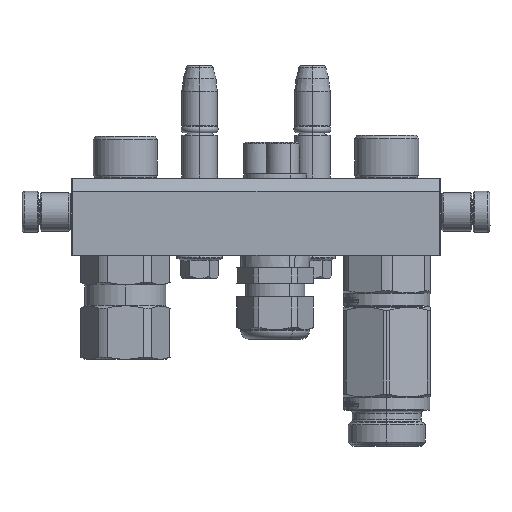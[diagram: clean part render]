
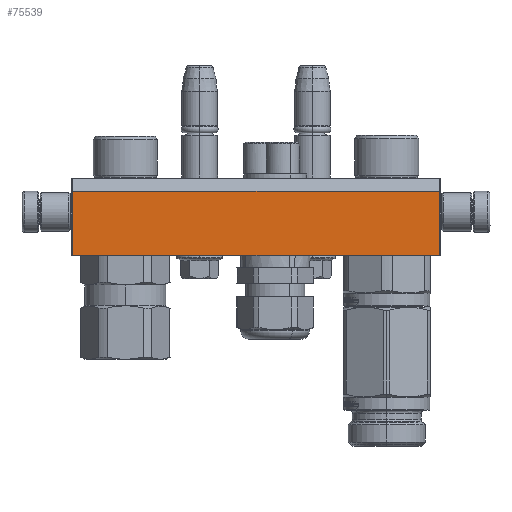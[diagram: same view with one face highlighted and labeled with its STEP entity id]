
A CAD part, left-side view. The second image highlights one B-rep face of the part: STEP entity #75539.
In plain terms, the highlighted face is planar.
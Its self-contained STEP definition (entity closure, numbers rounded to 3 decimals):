
#720 = ORIENTED_EDGE ( 'NONE', *, *, #83842, .F. ) ;
#4509 = CARTESIAN_POINT ( 'NONE',  ( 0.5, 5., -90. ) ) ;
#7993 = VECTOR ( 'NONE', #34807, 1000. ) ;
#9407 = LINE ( 'NONE', #28298, #80066 ) ;
#10286 = LINE ( 'NONE', #86179, #7993 ) ;
#16809 = PLANE ( 'NONE',  #44730 ) ;
#17190 = CARTESIAN_POINT ( 'NONE',  ( 0.5, 30., -90. ) ) ;
#19992 = CARTESIAN_POINT ( 'NONE',  ( 0.5, 5., -90. ) ) ;
#23507 = VERTEX_POINT ( 'NONE', #19992 ) ;
#28298 = CARTESIAN_POINT ( 'NONE',  ( 143.5, 5., -90. ) ) ;
#31002 = LINE ( 'NONE', #4509, #71090 ) ;
#33161 = EDGE_CURVE ( 'NONE', #79851, #79476, #61878, .T. ) ;
#34807 = DIRECTION ( 'NONE',  ( -1., 0., 0. ) ) ;
#38459 = DIRECTION ( 'NONE',  ( 0., 0., -1. ) ) ;
#38687 = ORIENTED_EDGE ( 'NONE', *, *, #81024, .T. ) ;
#44730 = AXIS2_PLACEMENT_3D ( 'NONE', #46112, #38459, #74513 ) ;
#44943 = FACE_OUTER_BOUND ( 'NONE', #71829, .T. ) ;
#46112 = CARTESIAN_POINT ( 'NONE',  ( 144., 0., -90. ) ) ;
#47171 = ORIENTED_EDGE ( 'NONE', *, *, #33161, .F. ) ;
#52673 = VERTEX_POINT ( 'NONE', #89988 ) ;
#61403 = ORIENTED_EDGE ( 'NONE', *, *, #62419, .T. ) ;
#61482 = DIRECTION ( 'NONE',  ( -1., 0., 0. ) ) ;
#61878 = LINE ( 'NONE', #90496, #67689 ) ;
#62419 = EDGE_CURVE ( 'NONE', #23507, #79476, #31002, .T. ) ;
#67689 = VECTOR ( 'NONE', #61482, 1000. ) ;
#70218 = DIRECTION ( 'NONE',  ( 0., 1., 0. ) ) ;
#71090 = VECTOR ( 'NONE', #70218, 1000. ) ;
#71829 = EDGE_LOOP ( 'NONE', ( #47171, #720, #38687, #61403 ) ) ;
#74513 = DIRECTION ( 'NONE',  ( -1., 0., 0. ) ) ;
#75539 = ADVANCED_FACE ( 'NONE', ( #44943 ), #16809, .T. ) ;
#79476 = VERTEX_POINT ( 'NONE', #17190 ) ;
#79851 = VERTEX_POINT ( 'NONE', #82097 ) ;
#80066 = VECTOR ( 'NONE', #85427, 1000. ) ;
#81024 = EDGE_CURVE ( 'NONE', #52673, #23507, #10286, .T. ) ;
#82097 = CARTESIAN_POINT ( 'NONE',  ( 143.5, 30., -90. ) ) ;
#83842 = EDGE_CURVE ( 'NONE', #52673, #79851, #9407, .T. ) ;
#85427 = DIRECTION ( 'NONE',  ( 0., 1., 0. ) ) ;
#86179 = CARTESIAN_POINT ( 'NONE',  ( 143.5, 5., -90. ) ) ;
#89988 = CARTESIAN_POINT ( 'NONE',  ( 143.5, 5., -90. ) ) ;
#90496 = CARTESIAN_POINT ( 'NONE',  ( 143.5, 30., -90. ) ) ;
